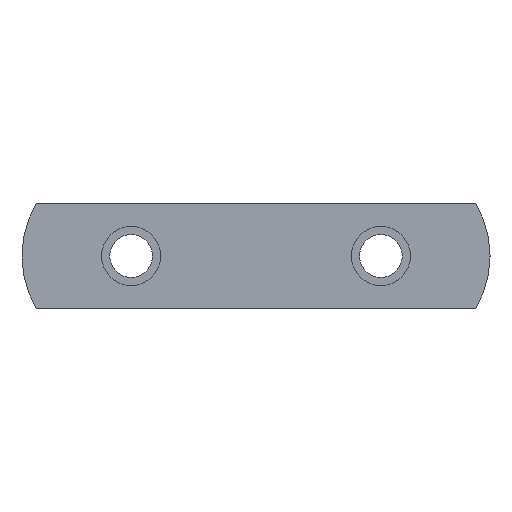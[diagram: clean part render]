
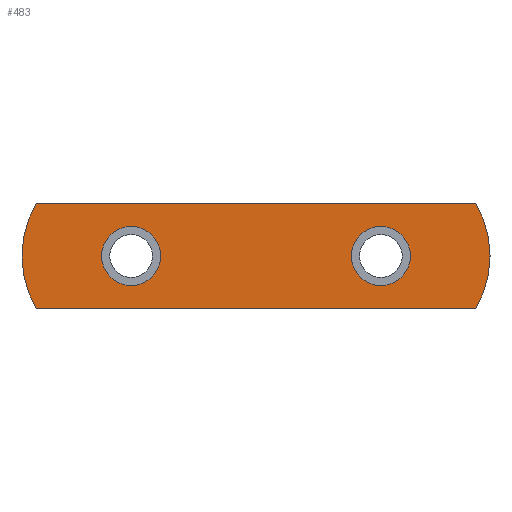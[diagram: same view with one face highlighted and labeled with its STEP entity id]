
A CAD part, top view. The second image highlights one B-rep face of the part: STEP entity #483.
In plain terms, the highlighted planar face has unit normal (0, 0, 1).
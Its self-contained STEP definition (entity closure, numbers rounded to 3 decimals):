
#8 = VERTEX_POINT ( 'NONE', #154 ) ;
#12 = ORIENTED_EDGE ( 'NONE', *, *, #452, .T. ) ;
#14 = VERTEX_POINT ( 'NONE', #466 ) ;
#31 = CIRCLE ( 'NONE', #315, 16. ) ;
#39 = CARTESIAN_POINT ( 'NONE',  ( -19.7, 0., 3.5 ) ) ;
#44 = AXIS2_PLACEMENT_3D ( 'NONE', #328, #470, #245 ) ;
#58 = CARTESIAN_POINT ( 'NONE',  ( -35.7, 0., 3.5 ) ) ;
#96 = CIRCLE ( 'NONE', #169, 4.5 ) ;
#119 = DIRECTION ( 'NONE',  ( 1., 0., 0. ) ) ;
#128 = EDGE_CURVE ( 'NONE', #207, #582, #438, .T. ) ;
#134 = ORIENTED_EDGE ( 'NONE', *, *, #359, .F. ) ;
#136 = CARTESIAN_POINT ( 'NONE',  ( 33.556, -8., 3.5 ) ) ;
#144 = EDGE_LOOP ( 'NONE', ( #268, #134 ) ) ;
#149 = CARTESIAN_POINT ( 'NONE',  ( 33.556, -8., 3.5 ) ) ;
#154 = CARTESIAN_POINT ( 'NONE',  ( -14.55, 0., 3.5 ) ) ;
#158 = DIRECTION ( 'NONE',  ( 1., 0., 0. ) ) ;
#164 = VERTEX_POINT ( 'NONE', #136 ) ;
#167 = DIRECTION ( 'NONE',  ( 1., 0., 0. ) ) ;
#169 = AXIS2_PLACEMENT_3D ( 'NONE', #273, #232, #455 ) ;
#192 = EDGE_LOOP ( 'NONE', ( #12, #494, #418, #511, #289 ) ) ;
#206 = DIRECTION ( 'NONE',  ( 1., 0., 0. ) ) ;
#207 = VERTEX_POINT ( 'NONE', #324 ) ;
#215 = DIRECTION ( 'NONE',  ( 0., 0., 1. ) ) ;
#217 = AXIS2_PLACEMENT_3D ( 'NONE', #402, #404, #263 ) ;
#232 = DIRECTION ( 'NONE',  ( 0., 0., 1. ) ) ;
#242 = LINE ( 'NONE', #149, #350 ) ;
#244 = EDGE_CURVE ( 'NONE', #582, #207, #96, .T. ) ;
#245 = DIRECTION ( 'NONE',  ( 1., 0., 0. ) ) ;
#253 = FACE_BOUND ( 'NONE', #443, .T. ) ;
#259 = DIRECTION ( 'NONE',  ( 0., 0., 1. ) ) ;
#263 = DIRECTION ( 'NONE',  ( 1., 0., 0. ) ) ;
#268 = ORIENTED_EDGE ( 'NONE', *, *, #491, .F. ) ;
#273 = CARTESIAN_POINT ( 'NONE',  ( 19.05, 0., 3.5 ) ) ;
#280 = CARTESIAN_POINT ( 'NONE',  ( 33.556, 8., 3.5 ) ) ;
#289 = ORIENTED_EDGE ( 'NONE', *, *, #551, .T. ) ;
#295 = CARTESIAN_POINT ( 'NONE',  ( -19.7, 0., 3.5 ) ) ;
#299 = CIRCLE ( 'NONE', #44, 16. ) ;
#305 = DIRECTION ( 'NONE',  ( 0., 0., 1. ) ) ;
#306 = FACE_BOUND ( 'NONE', #144, .T. ) ;
#315 = AXIS2_PLACEMENT_3D ( 'NONE', #336, #515, #419 ) ;
#320 = VERTEX_POINT ( 'NONE', #280 ) ;
#324 = CARTESIAN_POINT ( 'NONE',  ( 14.55, 0., 3.5 ) ) ;
#328 = CARTESIAN_POINT ( 'NONE',  ( -19.7, 0., 3.5 ) ) ;
#329 = EDGE_CURVE ( 'NONE', #14, #164, #242, .T. ) ;
#336 = CARTESIAN_POINT ( 'NONE',  ( 19.7, 0., 3.5 ) ) ;
#342 = EDGE_CURVE ( 'NONE', #164, #320, #31, .T. ) ;
#350 = VECTOR ( 'NONE', #158, 1000. ) ;
#359 = EDGE_CURVE ( 'NONE', #8, #519, #401, .T. ) ;
#371 = EDGE_CURVE ( 'NONE', #436, #14, #299, .T. ) ;
#401 = CIRCLE ( 'NONE', #576, 4.5 ) ;
#402 = CARTESIAN_POINT ( 'NONE',  ( 19.05, 0., 3.5 ) ) ;
#404 = DIRECTION ( 'NONE',  ( 0., 0., 1. ) ) ;
#411 = AXIS2_PLACEMENT_3D ( 'NONE', #39, #305, #206 ) ;
#418 = ORIENTED_EDGE ( 'NONE', *, *, #329, .T. ) ;
#419 = DIRECTION ( 'NONE',  ( 1., 0., 0. ) ) ;
#436 = VERTEX_POINT ( 'NONE', #58 ) ;
#438 = CIRCLE ( 'NONE', #217, 4.5 ) ;
#439 = CARTESIAN_POINT ( 'NONE',  ( 33.556, 8., 3.5 ) ) ;
#440 = CARTESIAN_POINT ( 'NONE',  ( -19.05, 0., 3.5 ) ) ;
#441 = DIRECTION ( 'NONE',  ( -1., 0., 0. ) ) ;
#443 = EDGE_LOOP ( 'NONE', ( #543, #537 ) ) ;
#449 = CIRCLE ( 'NONE', #487, 4.5 ) ;
#452 = EDGE_CURVE ( 'NONE', #489, #436, #467, .T. ) ;
#455 = DIRECTION ( 'NONE',  ( 1., 0., 0. ) ) ;
#466 = CARTESIAN_POINT ( 'NONE',  ( -33.556, -8., 3.5 ) ) ;
#467 = CIRCLE ( 'NONE', #411, 16. ) ;
#470 = DIRECTION ( 'NONE',  ( 0., 0., 1. ) ) ;
#475 = CARTESIAN_POINT ( 'NONE',  ( -23.55, 0., 3.5 ) ) ;
#483 = ADVANCED_FACE ( 'NONE', ( #306, #253, #524 ), #530, .T. ) ;
#487 = AXIS2_PLACEMENT_3D ( 'NONE', #440, #215, #119 ) ;
#489 = VERTEX_POINT ( 'NONE', #579 ) ;
#491 = EDGE_CURVE ( 'NONE', #519, #8, #449, .T. ) ;
#492 = VECTOR ( 'NONE', #441, 1000. ) ;
#494 = ORIENTED_EDGE ( 'NONE', *, *, #371, .T. ) ;
#501 = CARTESIAN_POINT ( 'NONE',  ( 23.55, 0., 3.5 ) ) ;
#509 = DIRECTION ( 'NONE',  ( 1., 0., 0. ) ) ;
#511 = ORIENTED_EDGE ( 'NONE', *, *, #342, .T. ) ;
#515 = DIRECTION ( 'NONE',  ( 0., 0., 1. ) ) ;
#517 = DIRECTION ( 'NONE',  ( 0., 0., 1. ) ) ;
#519 = VERTEX_POINT ( 'NONE', #475 ) ;
#524 = FACE_OUTER_BOUND ( 'NONE', #192, .T. ) ;
#530 = PLANE ( 'NONE',  #584 ) ;
#537 = ORIENTED_EDGE ( 'NONE', *, *, #244, .F. ) ;
#543 = ORIENTED_EDGE ( 'NONE', *, *, #128, .F. ) ;
#551 = EDGE_CURVE ( 'NONE', #320, #489, #577, .T. ) ;
#563 = CARTESIAN_POINT ( 'NONE',  ( -19.05, 0., 3.5 ) ) ;
#576 = AXIS2_PLACEMENT_3D ( 'NONE', #563, #517, #509 ) ;
#577 = LINE ( 'NONE', #439, #492 ) ;
#579 = CARTESIAN_POINT ( 'NONE',  ( -33.556, 8., 3.5 ) ) ;
#582 = VERTEX_POINT ( 'NONE', #501 ) ;
#584 = AXIS2_PLACEMENT_3D ( 'NONE', #295, #259, #167 ) ;
